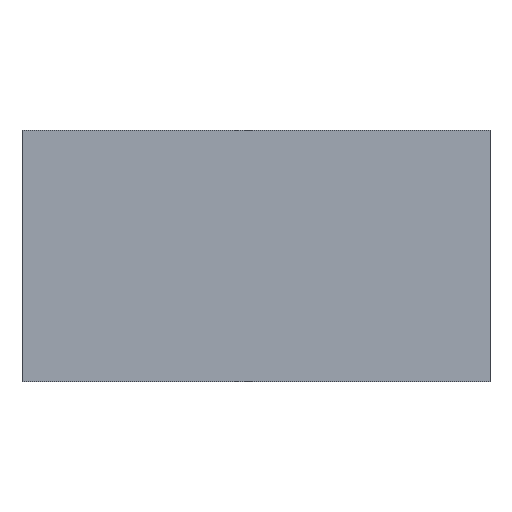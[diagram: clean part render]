
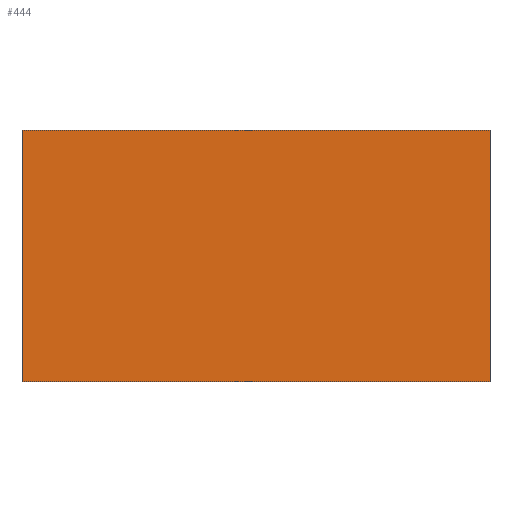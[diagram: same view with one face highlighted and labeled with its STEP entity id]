
A CAD part, top view. The second image highlights one B-rep face of the part: STEP entity #444.
In plain terms, the highlighted planar face has unit normal (0, 0, 1).
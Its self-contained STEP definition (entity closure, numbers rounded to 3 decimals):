
#63=FACE_OUTER_BOUND('',#92,.T.);
#92=EDGE_LOOP('',(#385,#386,#387,#388));
#133=LINE('',#728,#178);
#136=LINE('',#734,#181);
#139=LINE('',#740,#184);
#142=LINE('',#744,#187);
#178=VECTOR('',#604,10.);
#181=VECTOR('',#609,10.);
#184=VECTOR('',#614,10.);
#187=VECTOR('',#619,10.);
#220=VERTEX_POINT('',#725);
#221=VERTEX_POINT('',#727);
#223=VERTEX_POINT('',#733);
#225=VERTEX_POINT('',#739);
#273=EDGE_CURVE('',#221,#220,#133,.T.);
#276=EDGE_CURVE('',#223,#221,#136,.T.);
#279=EDGE_CURVE('',#225,#223,#139,.T.);
#282=EDGE_CURVE('',#220,#225,#142,.T.);
#385=ORIENTED_EDGE('',*,*,#282,.T.);
#386=ORIENTED_EDGE('',*,*,#279,.T.);
#387=ORIENTED_EDGE('',*,*,#276,.T.);
#388=ORIENTED_EDGE('',*,*,#273,.T.);
#417=PLANE('',#497);
#444=ADVANCED_FACE('',(#63),#417,.T.);
#497=AXIS2_PLACEMENT_3D('',#745,#620,#621);
#604=DIRECTION('',(-1.,0.,0.));
#609=DIRECTION('',(0.,1.,0.));
#614=DIRECTION('',(1.,0.,0.));
#619=DIRECTION('',(0.,-1.,0.));
#620=DIRECTION('center_axis',(0.,0.,1.));
#621=DIRECTION('ref_axis',(1.,0.,0.));
#725=CARTESIAN_POINT('',(0.,85.9,22.));
#727=CARTESIAN_POINT('',(160.,85.9,22.));
#728=CARTESIAN_POINT('',(160.,85.9,22.));
#733=CARTESIAN_POINT('',(160.,0.,22.));
#734=CARTESIAN_POINT('',(160.,0.,22.));
#739=CARTESIAN_POINT('',(0.,0.,22.));
#740=CARTESIAN_POINT('',(0.,0.,22.));
#744=CARTESIAN_POINT('',(0.,85.9,22.));
#745=CARTESIAN_POINT('Origin',(80.,42.95,22.));
